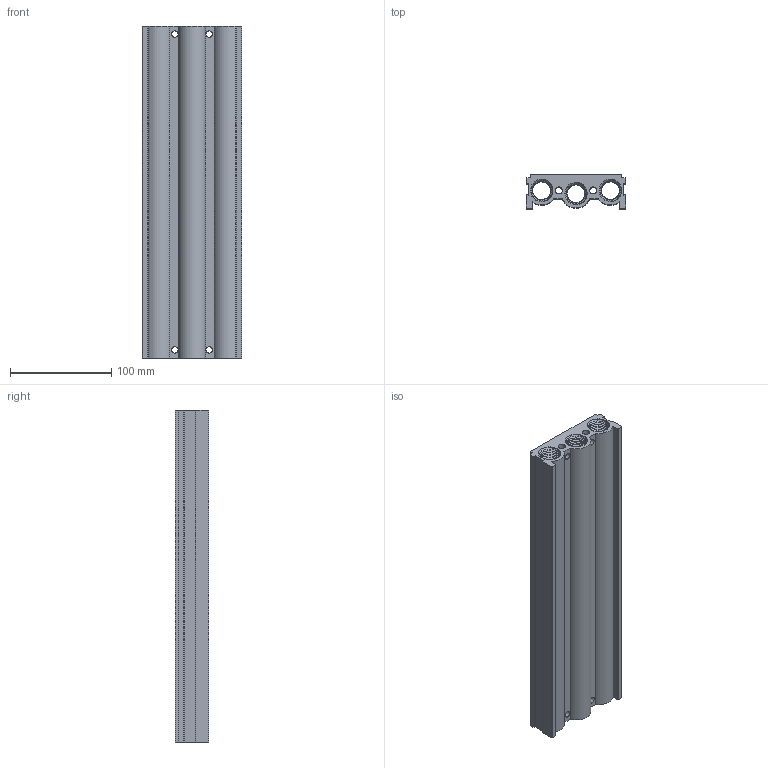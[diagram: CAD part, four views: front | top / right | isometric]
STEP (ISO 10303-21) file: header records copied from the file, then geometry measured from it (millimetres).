
FILE_DESCRIPTION (( 'STEP AP203' ), '1' );
FILE_NAME ('mf6500-m08.STEP', '2013-02-04T05:37:51', ( '' ), ( '' ), 'SwSTEP 2.0', 'SolidWorks 2008', '' );
FILE_SCHEMA (( 'CONFIG_CONTROL_DESIGN' ));
Length unit declared in the file: millimetre
Products named in the file (1): mf6500-m08
Bounding box: 98 x 33.5 x 328 mm (x, y, z)
Volume: 531422 mm3; surface area: 184828.8 mm2
Topology: 1 solids, 1 shells, 381 faces, 1175 edges, 812 vertices
Faces by surface type: cylinder 253, plane 85, bspline 24, cone 19
Entity records: 27538 total; most frequent: CARTESIAN_POINT 17648, ORIENTED_EDGE 2350, DIRECTION 1692, EDGE_CURVE 1175, VERTEX_POINT 812, AXIS2_PLACEMENT_3D 651, EDGE_LOOP 471, VECTOR 390
